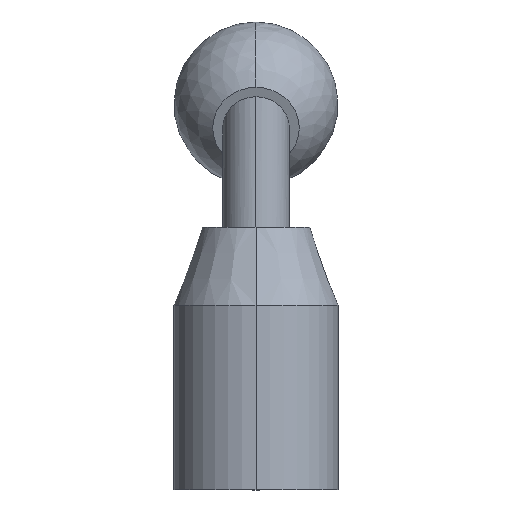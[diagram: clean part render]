
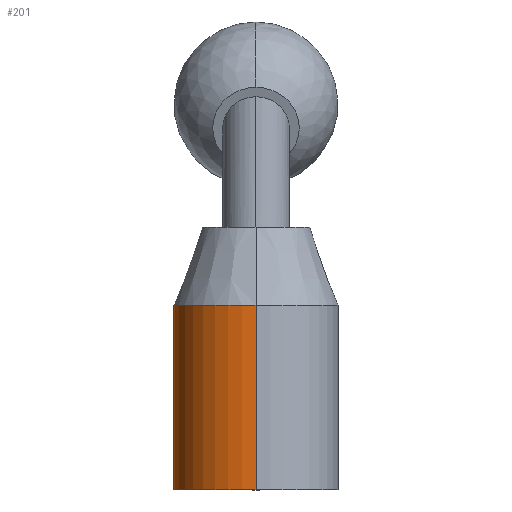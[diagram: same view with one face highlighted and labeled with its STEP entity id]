
A CAD part, left-side view. The second image highlights one B-rep face of the part: STEP entity #201.
In plain terms, the highlighted cylindrical face has radius 20 mm (diameter 40 mm), a partial arc.
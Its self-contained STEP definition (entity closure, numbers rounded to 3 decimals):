
#121=VERTEX_POINT('',#272);
#127=VERTEX_POINT('',#278);
#143=EDGE_CURVE('',#127,#121,#297,.T.);
#147=VERTEX_POINT('',#302);
#149=VERTEX_POINT('',#304);
#153=EDGE_CURVE('',#147,#121,#309,.T.);
#165=EDGE_CURVE('',#149,#147,#321,.T.);
#189=EDGE_CURVE('',#127,#149,#349,.T.);
#201=ADVANCED_FACE('',(#361),#362,.T.);
#272=CARTESIAN_POINT('',(20.0,0.,45.0));
#278=CARTESIAN_POINT('',(-20.0,0.,45.0));
#297=CIRCLE('',#516,20.0);
#302=CARTESIAN_POINT('',(20.0,0.,0.));
#304=CARTESIAN_POINT('',(-20.0,0.,0.));
#309=LINE('',#529,#530);
#321=CIRCLE('',#562,20.0);
#349=LINE('',#594,#595);
#361=FACE_OUTER_BOUND('',#615,.T.);
#362=CYLINDRICAL_SURFACE('',#616,20.0);
#516=AXIS2_PLACEMENT_3D('',#725,#726,#727);
#529=CARTESIAN_POINT('',(20.0,0.,22.5));
#530=VECTOR('',#743,1.0);
#562=AXIS2_PLACEMENT_3D('',#746,#747,#748);
#594=CARTESIAN_POINT('',(-20.0,0.,22.5));
#595=VECTOR('',#778,1.0);
#615=EDGE_LOOP('',(#789,#790,#791,#792));
#616=AXIS2_PLACEMENT_3D('',#793,#794,#795);
#725=CARTESIAN_POINT('',(0.0,0.,45.0));
#726=DIRECTION('',(-0.0,0.0,-1.0));
#727=DIRECTION('',(-1.0,0.,0.0));
#743=DIRECTION('',(-0.0,-0.0,1.0));
#746=CARTESIAN_POINT('',(0.0,0.,0.));
#747=DIRECTION('',(-0.0,0.0,-1.0));
#748=DIRECTION('',(-1.0,0.,0.0));
#778=DIRECTION('',(0.0,0.0,-1.0));
#789=ORIENTED_EDGE('',*,*,#189,.F.);
#790=ORIENTED_EDGE('',*,*,#143,.T.);
#791=ORIENTED_EDGE('',*,*,#153,.F.);
#792=ORIENTED_EDGE('',*,*,#165,.F.);
#793=CARTESIAN_POINT('',(0.0,0.,22.5));
#794=DIRECTION('',(0.0,-0.0,1.0));
#795=DIRECTION('',(-1.0,0.,0.0));
